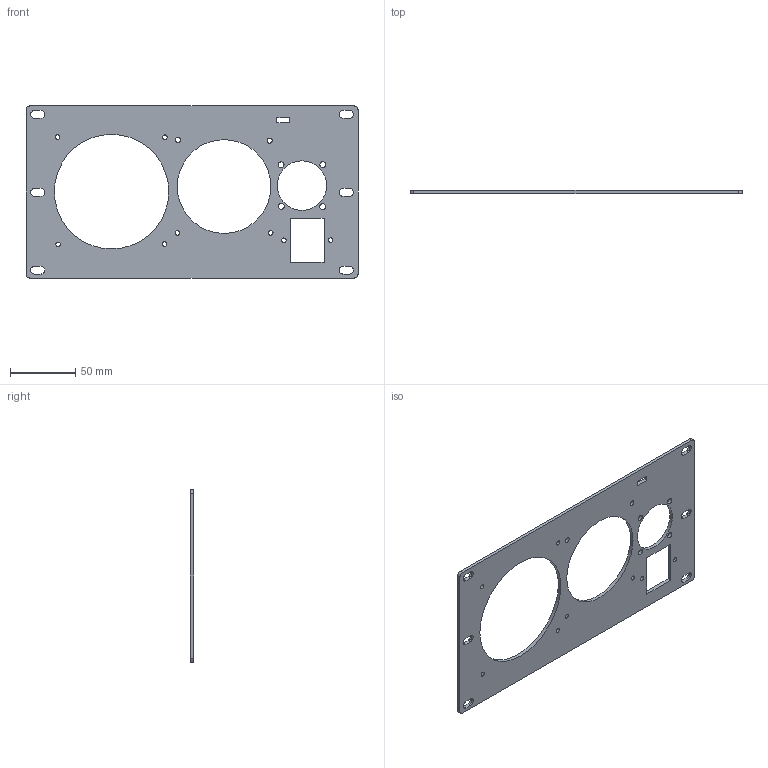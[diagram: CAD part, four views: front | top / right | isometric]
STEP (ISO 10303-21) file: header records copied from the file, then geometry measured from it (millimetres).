
FILE_DESCRIPTION(/* description */ (''),/* implementation_level */ '2;1');
FILE_NAME(/* name */ 'back panel v0.9.step',/* time_stamp */ '2025-04-15T19:49:29+02:00',/* author */ (''),/* organization */ (''),/* preprocessor_version */ 'ST-DEVELOPER v20.1',/* originating_system */ 'Autodesk Translation Framework v14.4.0.0',/* authorisation */ '');
FILE_SCHEMA (('AUTOMOTIVE_DESIGN { 1 0 10303 214 3 1 1 }'));
Length unit declared in the file: millimetre
Products named in the file (1): FusionComponent
Bounding box: 255.17 x 2.69 x 132.21 mm (x, y, z)
Volume: 56507 mm3; surface area: 47072.4 mm2
Topology: 1 solids, 1 shells, 197 faces, 585 edges, 390 vertices
Faces by surface type: plane 176, cylinder 21
Full cylindrical faces by diameter (mm): 3.5 x8, 4 x2, 4.5 x4, 38 x1, 72 x1, 88 x1
Entity records: 6641 total; most frequent: CARTESIAN_POINT 1173, ORIENTED_EDGE 1170, DIRECTION 1023, EDGE_CURVE 585, LINE 543, VECTOR 543, VERTEX_POINT 390, EDGE_LOOP 247
